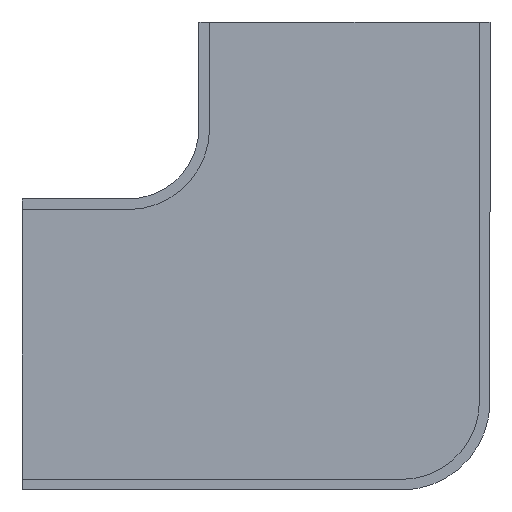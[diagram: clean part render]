
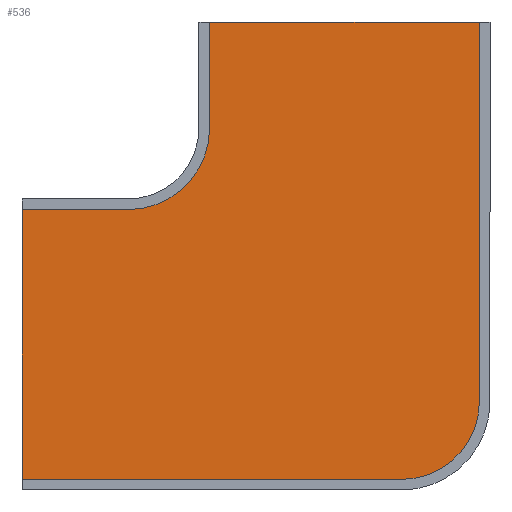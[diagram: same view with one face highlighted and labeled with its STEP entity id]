
A CAD part, front view. The second image highlights one B-rep face of the part: STEP entity #536.
In plain terms, the highlighted planar face has unit normal (0, -1, 0).
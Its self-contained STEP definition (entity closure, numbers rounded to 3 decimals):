
#3 = DIRECTION ( 'NONE',  ( 0., 0., 1. ) ) ;
#6 = CARTESIAN_POINT ( 'NONE',  ( 25.25, 14.8, 26.45 ) ) ;
#12 = CARTESIAN_POINT ( 'NONE',  ( -5.25, 14.8, 14.45 ) ) ;
#23 = ORIENTED_EDGE ( 'NONE', *, *, #553, .F. ) ;
#46 = VECTOR ( 'NONE', #3, 1000. ) ;
#50 = DIRECTION ( 'NONE',  ( 0., 0., 1. ) ) ;
#53 = DIRECTION ( 'NONE',  ( 0., -1., 0. ) ) ;
#57 = CIRCLE ( 'NONE', #592, 8.8 ) ;
#58 = VECTOR ( 'NONE', #195, 1000. ) ;
#59 = CARTESIAN_POINT ( 'NONE',  ( -14.45, 14.8, 14.45 ) ) ;
#70 = AXIS2_PLACEMENT_3D ( 'NONE', #111, #449, #158 ) ;
#79 = EDGE_CURVE ( 'NONE', #180, #152, #109, .T. ) ;
#104 = DIRECTION ( 'NONE',  ( 1., 0., 0. ) ) ;
#109 = LINE ( 'NONE', #409, #559 ) ;
#111 = CARTESIAN_POINT ( 'NONE',  ( 16.45, 14.8, -16.45 ) ) ;
#117 = VERTEX_POINT ( 'NONE', #543 ) ;
#119 = ORIENTED_EDGE ( 'NONE', *, *, #439, .F. ) ;
#137 = CARTESIAN_POINT ( 'NONE',  ( -6.45, 14.8, 26.45 ) ) ;
#151 = CARTESIAN_POINT ( 'NONE',  ( -26.45, 14.8, 5.25 ) ) ;
#152 = VERTEX_POINT ( 'NONE', #507 ) ;
#154 = DIRECTION ( 'NONE',  ( 1., 0., 0. ) ) ;
#158 = DIRECTION ( 'NONE',  ( 0., 0., 1. ) ) ;
#169 = ORIENTED_EDGE ( 'NONE', *, *, #417, .F. ) ;
#177 = DIRECTION ( 'NONE',  ( 0., 0., 1. ) ) ;
#180 = VERTEX_POINT ( 'NONE', #576 ) ;
#181 = LINE ( 'NONE', #12, #46 ) ;
#182 = EDGE_CURVE ( 'NONE', #270, #505, #413, .T. ) ;
#186 = VECTOR ( 'NONE', #255, 1000. ) ;
#195 = DIRECTION ( 'NONE',  ( -1., 0., 0. ) ) ;
#207 = LINE ( 'NONE', #151, #224 ) ;
#224 = VECTOR ( 'NONE', #154, 1000. ) ;
#231 = CARTESIAN_POINT ( 'NONE',  ( -26.45, 14.8, -25.25 ) ) ;
#250 = LINE ( 'NONE', #231, #58 ) ;
#255 = DIRECTION ( 'NONE',  ( 0., 0., -1. ) ) ;
#270 = VERTEX_POINT ( 'NONE', #404 ) ;
#275 = ORIENTED_EDGE ( 'NONE', *, *, #476, .F. ) ;
#276 = VERTEX_POINT ( 'NONE', #406 ) ;
#284 = EDGE_LOOP ( 'NONE', ( #169, #421, #23, #379, #538, #275, #119, #396 ) ) ;
#285 = VERTEX_POINT ( 'NONE', #400 ) ;
#340 = VERTEX_POINT ( 'NONE', #343 ) ;
#343 = CARTESIAN_POINT ( 'NONE',  ( -5.25, 14.8, 14.45 ) ) ;
#379 = ORIENTED_EDGE ( 'NONE', *, *, #182, .F. ) ;
#396 = ORIENTED_EDGE ( 'NONE', *, *, #79, .F. ) ;
#399 = PLANE ( 'NONE',  #70 ) ;
#400 = CARTESIAN_POINT ( 'NONE',  ( 16.45, 14.8, -25.25 ) ) ;
#403 = FACE_OUTER_BOUND ( 'NONE', #284, .T. ) ;
#404 = CARTESIAN_POINT ( 'NONE',  ( -5.25, 14.8, 26.45 ) ) ;
#406 = CARTESIAN_POINT ( 'NONE',  ( 25.25, 14.8, -16.45 ) ) ;
#409 = CARTESIAN_POINT ( 'NONE',  ( -26.45, 14.8, 6.45 ) ) ;
#413 = LINE ( 'NONE', #137, #482 ) ;
#417 = EDGE_CURVE ( 'NONE', #285, #180, #250, .T. ) ;
#421 = ORIENTED_EDGE ( 'NONE', *, *, #520, .F. ) ;
#439 = EDGE_CURVE ( 'NONE', #152, #117, #207, .T. ) ;
#449 = DIRECTION ( 'NONE',  ( 0., 1., 0. ) ) ;
#463 = AXIS2_PLACEMENT_3D ( 'NONE', #59, #53, #50 ) ;
#476 = EDGE_CURVE ( 'NONE', #117, #340, #540, .T. ) ;
#482 = VECTOR ( 'NONE', #104, 1000. ) ;
#487 = DIRECTION ( 'NONE',  ( 0., 1., 0. ) ) ;
#499 = CARTESIAN_POINT ( 'NONE',  ( 25.25, 14.8, 26.45 ) ) ;
#505 = VERTEX_POINT ( 'NONE', #6 ) ;
#507 = CARTESIAN_POINT ( 'NONE',  ( -26.45, 14.8, 5.25 ) ) ;
#519 = EDGE_CURVE ( 'NONE', #340, #270, #181, .T. ) ;
#520 = EDGE_CURVE ( 'NONE', #276, #285, #57, .T. ) ;
#536 = ADVANCED_FACE ( 'NONE', ( #403 ), #399, .F. ) ;
#538 = ORIENTED_EDGE ( 'NONE', *, *, #519, .F. ) ;
#540 = CIRCLE ( 'NONE', #463, 9.2 ) ;
#543 = CARTESIAN_POINT ( 'NONE',  ( -14.45, 14.8, 5.25 ) ) ;
#545 = CARTESIAN_POINT ( 'NONE',  ( 16.45, 14.8, -16.45 ) ) ;
#553 = EDGE_CURVE ( 'NONE', #505, #276, #567, .T. ) ;
#559 = VECTOR ( 'NONE', #600, 1000. ) ;
#567 = LINE ( 'NONE', #499, #186 ) ;
#576 = CARTESIAN_POINT ( 'NONE',  ( -26.45, 14.8, -25.25 ) ) ;
#592 = AXIS2_PLACEMENT_3D ( 'NONE', #545, #487, #177 ) ;
#600 = DIRECTION ( 'NONE',  ( 0., 0., 1. ) ) ;
